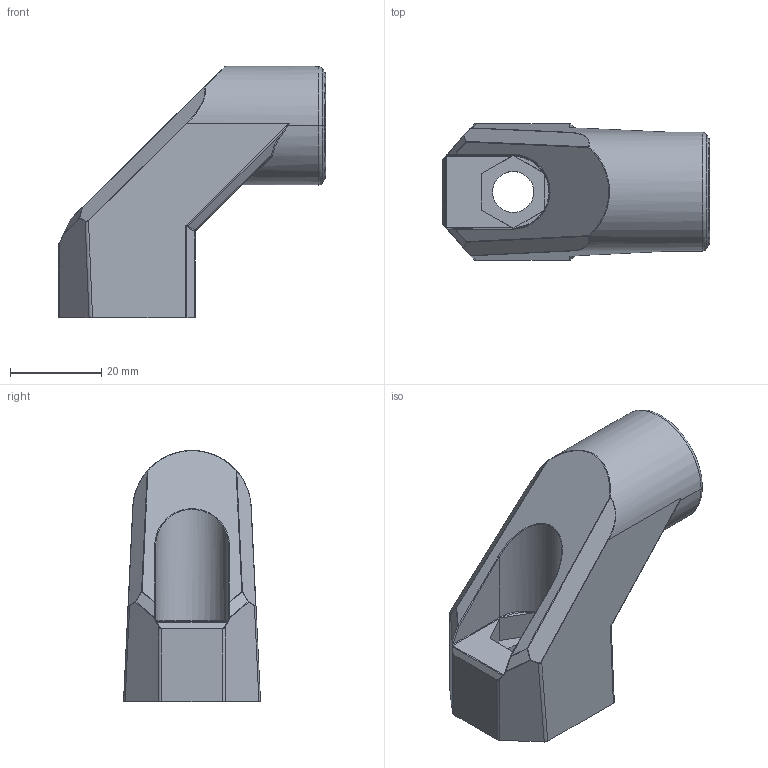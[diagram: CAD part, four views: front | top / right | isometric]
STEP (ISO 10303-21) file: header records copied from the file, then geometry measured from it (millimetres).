
FILE_DESCRIPTION(('CATIA V5 STEP Exchange'),'2;1');
FILE_NAME('215UKKPA6.stp','2017-12-29T07:57:12+00:00',('none'),('none'),'CATIA Version 5 Release 21 GA (IN-10)','CATIA V5 STEP AP203','none');
FILE_SCHEMA(('CONFIG_CONTROL_DESIGN'));
Length unit declared in the file: millimetre
Products named in the file (1): 215UKKPA6
Bounding box: 58.5 x 30 x 55 mm (x, y, z)
Volume: 24769.8 mm3; surface area: 12265.6 mm2
Topology: 1 solids, 1 shells, 162 faces, 385 edges, 216 vertices
Faces by surface type: cylinder 53, plane 49, bspline 38, torus 10, sphere 10, cone 2
Entity records: 6660 total; most frequent: CARTESIAN_POINT 3489, ORIENTED_EDGE 746, DIRECTION 440, EDGE_CURVE 373, VERTEX_POINT 216, AXIS2_PLACEMENT_3D 185, EDGE_LOOP 167, ADVANCED_FACE 162
